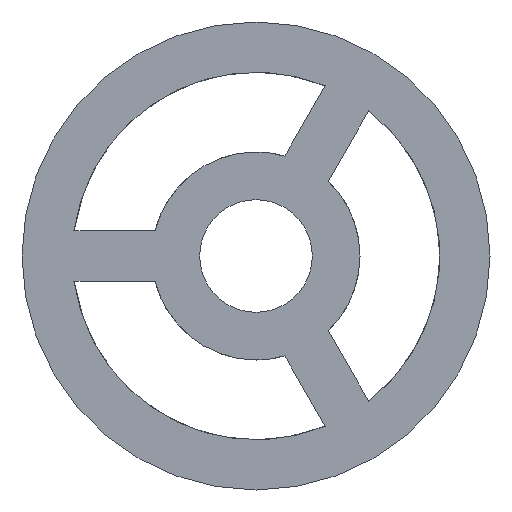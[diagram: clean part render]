
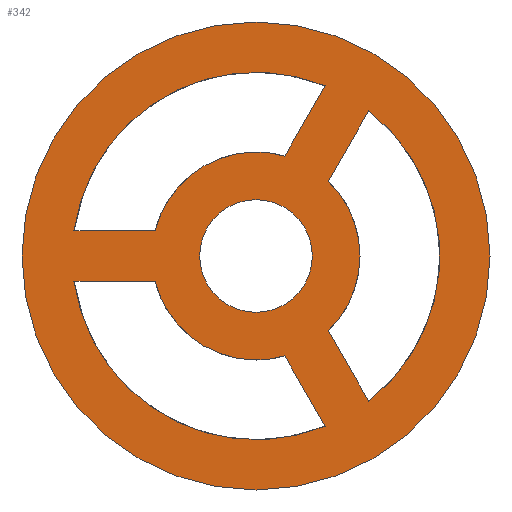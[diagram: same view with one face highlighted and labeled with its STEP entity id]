
A CAD part, front view. The second image highlights one B-rep face of the part: STEP entity #342.
In plain terms, the highlighted planar face has unit normal (0, -1, 0).
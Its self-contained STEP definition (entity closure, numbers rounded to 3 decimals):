
#25=LINE('',#547,#53);
#28=LINE('',#553,#56);
#37=LINE('',#577,#65);
#43=LINE('',#591,#71);
#44=LINE('',#593,#72);
#45=LINE('',#595,#73);
#53=VECTOR('',#444,10.);
#56=VECTOR('',#449,10.);
#65=VECTOR('',#474,10.);
#71=VECTOR('',#490,10.);
#72=VECTOR('',#493,10.);
#73=VECTOR('',#496,10.);
#77=FACE_BOUND('',#115,.T.);
#78=FACE_BOUND('',#116,.T.);
#79=FACE_BOUND('',#117,.T.);
#80=FACE_BOUND('',#118,.T.);
#96=FACE_OUTER_BOUND('',#114,.T.);
#114=EDGE_LOOP('',(#300));
#115=EDGE_LOOP('',(#301,#302,#303,#304));
#116=EDGE_LOOP('',(#305,#306,#307,#308));
#117=EDGE_LOOP('',(#309));
#118=EDGE_LOOP('',(#310,#311,#312,#313,#314));
#130=CIRCLE('',#385,6.);
#131=CIRCLE('',#386,6.);
#132=CIRCLE('',#387,6.);
#133=CIRCLE('',#388,6.);
#134=CIRCLE('',#390,3.25);
#135=CIRCLE('',#393,10.6);
#136=CIRCLE('',#394,10.6);
#137=CIRCLE('',#395,10.6);
#138=CIRCLE('',#400,13.5);
#156=VERTEX_POINT('',#545);
#157=VERTEX_POINT('',#546);
#158=VERTEX_POINT('',#551);
#159=VERTEX_POINT('',#552);
#160=VERTEX_POINT('',#557);
#161=VERTEX_POINT('',#560);
#162=VERTEX_POINT('',#562);
#163=VERTEX_POINT('',#565);
#164=VERTEX_POINT('',#567);
#165=VERTEX_POINT('',#572);
#166=VERTEX_POINT('',#576);
#167=VERTEX_POINT('',#581);
#168=VERTEX_POINT('',#583);
#169=VERTEX_POINT('',#587);
#170=VERTEX_POINT('',#597);
#188=EDGE_CURVE('',#156,#157,#25,.T.);
#191=EDGE_CURVE('',#158,#159,#28,.T.);
#195=EDGE_CURVE('',#160,#158,#130,.T.);
#197=EDGE_CURVE('',#161,#162,#131,.T.);
#200=EDGE_CURVE('',#163,#164,#132,.T.);
#202=EDGE_CURVE('',#157,#160,#133,.T.);
#204=EDGE_CURVE('',#165,#165,#134,.T.);
#205=EDGE_CURVE('',#166,#163,#37,.T.);
#209=EDGE_CURVE('',#167,#168,#135,.T.);
#211=EDGE_CURVE('',#159,#156,#136,.T.);
#213=EDGE_CURVE('',#169,#166,#137,.T.);
#214=EDGE_CURVE('',#164,#169,#43,.T.);
#215=EDGE_CURVE('',#168,#161,#44,.T.);
#216=EDGE_CURVE('',#162,#167,#45,.T.);
#218=EDGE_CURVE('',#170,#170,#138,.T.);
#300=ORIENTED_EDGE('',*,*,#218,.F.);
#301=ORIENTED_EDGE('',*,*,#216,.F.);
#302=ORIENTED_EDGE('',*,*,#197,.F.);
#303=ORIENTED_EDGE('',*,*,#215,.F.);
#304=ORIENTED_EDGE('',*,*,#209,.F.);
#305=ORIENTED_EDGE('',*,*,#200,.F.);
#306=ORIENTED_EDGE('',*,*,#205,.F.);
#307=ORIENTED_EDGE('',*,*,#213,.F.);
#308=ORIENTED_EDGE('',*,*,#214,.F.);
#309=ORIENTED_EDGE('',*,*,#204,.F.);
#310=ORIENTED_EDGE('',*,*,#202,.F.);
#311=ORIENTED_EDGE('',*,*,#188,.F.);
#312=ORIENTED_EDGE('',*,*,#211,.F.);
#313=ORIENTED_EDGE('',*,*,#191,.F.);
#314=ORIENTED_EDGE('',*,*,#195,.F.);
#326=PLANE('',#401);
#342=ADVANCED_FACE('',(#96,#77,#78,#79,#80),#326,.F.);
#385=AXIS2_PLACEMENT_3D('',#559,#455,#456);
#386=AXIS2_PLACEMENT_3D('',#563,#458,#459);
#387=AXIS2_PLACEMENT_3D('',#568,#462,#463);
#388=AXIS2_PLACEMENT_3D('',#570,#465,#466);
#390=AXIS2_PLACEMENT_3D('',#574,#470,#471);
#393=AXIS2_PLACEMENT_3D('',#584,#480,#481);
#394=AXIS2_PLACEMENT_3D('',#586,#483,#484);
#395=AXIS2_PLACEMENT_3D('',#589,#486,#487);
#400=AXIS2_PLACEMENT_3D('',#599,#500,#501);
#401=AXIS2_PLACEMENT_3D('',#600,#502,#503);
#444=DIRECTION('',(-0.5,0.,-0.866));
#449=DIRECTION('',(0.5,0.,-0.866));
#455=DIRECTION('center_axis',(0.,1.,0.));
#456=DIRECTION('ref_axis',(-1.,0.,0.));
#458=DIRECTION('center_axis',(0.,1.,0.));
#459=DIRECTION('ref_axis',(-1.,0.,0.));
#462=DIRECTION('center_axis',(0.,1.,0.));
#463=DIRECTION('ref_axis',(-1.,0.,0.));
#465=DIRECTION('center_axis',(0.,1.,0.));
#466=DIRECTION('ref_axis',(-1.,0.,0.));
#470=DIRECTION('center_axis',(0.,-1.,0.));
#471=DIRECTION('ref_axis',(1.,0.,0.));
#474=DIRECTION('',(1.,0.,0.));
#480=DIRECTION('center_axis',(0.,-1.,0.));
#481=DIRECTION('ref_axis',(1.,0.,0.));
#483=DIRECTION('center_axis',(0.,-1.,0.));
#484=DIRECTION('ref_axis',(1.,0.,0.));
#486=DIRECTION('center_axis',(0.,-1.,0.));
#487=DIRECTION('ref_axis',(1.,0.,0.));
#490=DIRECTION('',(0.5,0.,0.866));
#493=DIRECTION('',(-0.5,0.,0.866));
#496=DIRECTION('',(-1.,0.,0.));
#500=DIRECTION('center_axis',(0.,1.,0.));
#501=DIRECTION('ref_axis',(-1.,0.,0.));
#502=DIRECTION('center_axis',(0.,1.,0.));
#503=DIRECTION('ref_axis',(0.,0.,1.));
#545=CARTESIAN_POINT('',(6.506,0.,8.369));
#546=CARTESIAN_POINT('',(4.167,0.,4.317));
#547=CARTESIAN_POINT('',(6.506,0.,8.369));
#551=CARTESIAN_POINT('',(4.167,0.,-4.317));
#552=CARTESIAN_POINT('',(6.506,0.,-8.369));
#553=CARTESIAN_POINT('',(4.167,0.,-4.317));
#557=CARTESIAN_POINT('',(6.,0.,0.));
#559=CARTESIAN_POINT('Origin',(0.,0.,0.));
#560=CARTESIAN_POINT('',(1.655,0.,-5.767));
#562=CARTESIAN_POINT('',(-5.822,0.,-1.45));
#563=CARTESIAN_POINT('Origin',(0.,0.,0.));
#565=CARTESIAN_POINT('',(-5.822,0.,1.45));
#567=CARTESIAN_POINT('',(1.655,0.,5.767));
#568=CARTESIAN_POINT('Origin',(0.,0.,0.));
#570=CARTESIAN_POINT('Origin',(0.,0.,0.));
#572=CARTESIAN_POINT('',(-3.25,0.,0.));
#574=CARTESIAN_POINT('Origin',(0.,0.,0.));
#576=CARTESIAN_POINT('',(-10.5,0.,1.45));
#577=CARTESIAN_POINT('',(-10.5,0.,1.45));
#581=CARTESIAN_POINT('',(-10.5,0.,-1.45));
#583=CARTESIAN_POINT('',(3.994,0.,-9.819));
#584=CARTESIAN_POINT('Origin',(0.,0.,0.));
#586=CARTESIAN_POINT('Origin',(0.,0.,0.));
#587=CARTESIAN_POINT('',(3.994,0.,9.819));
#589=CARTESIAN_POINT('Origin',(0.,0.,0.));
#591=CARTESIAN_POINT('',(1.655,0.,5.767));
#593=CARTESIAN_POINT('',(3.994,0.,-9.819));
#595=CARTESIAN_POINT('',(-5.822,0.,-1.45));
#597=CARTESIAN_POINT('',(13.5,0.,0.));
#599=CARTESIAN_POINT('Origin',(0.,0.,0.));
#600=CARTESIAN_POINT('Origin',(0.,0.,0.));
